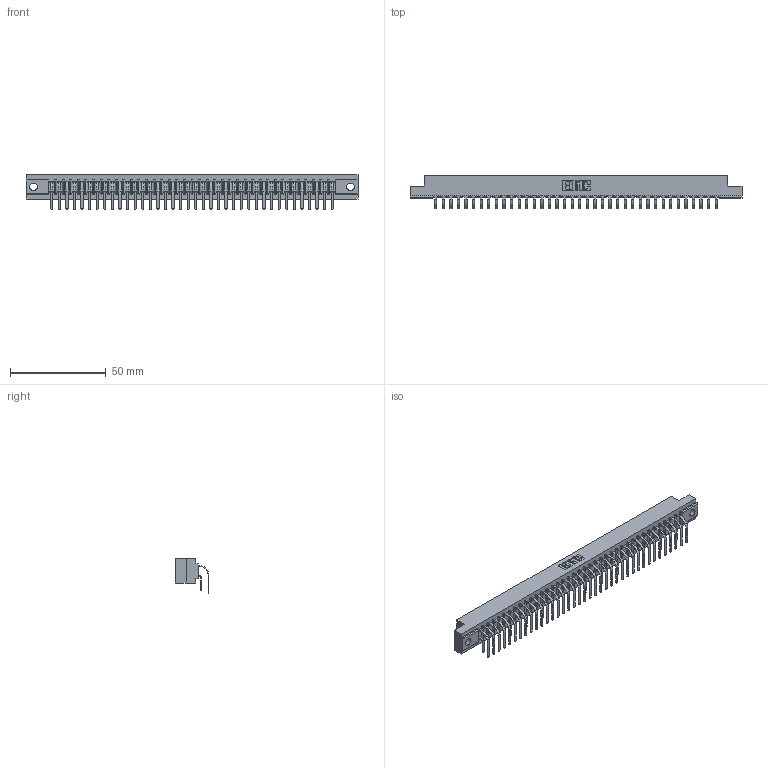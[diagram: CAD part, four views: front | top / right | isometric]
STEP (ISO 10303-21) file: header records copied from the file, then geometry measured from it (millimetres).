
FILE_DESCRIPTION (( 'STEP AP203' ), '1' );
FILE_NAME ('357-076-559-204.STEP', '2022-07-08T20:43:05', ( '' ), ( '' ), 'SwSTEP 2.0', 'SolidWorks 2020', '' );
FILE_SCHEMA (( 'CONFIG_CONTROL_DESIGN' ));
Length unit declared in the file: inch
Products named in the file (4): 307 Part_.156 Dia Mounting Holes; 357-076-559-204; 307-290-001_559 - 2 (Single); 307-290-001_558 559 - 1 (Single)
Assembly tree (77 placements, depth 2):
  357-076-559-204
    307 Part_.156 Dia Mounting Holes
    307-290-001_558 559 - 1 (Single)  x38
    307-290-001_559 - 2 (Single)  x38
Bounding box: 173.58 x 17.51 x 18.07 mm (x, y, z)
Volume: 18610.1 mm3; surface area: 24151.8 mm2
Topology: 77 solids, 77 shells, 3971 faces, 11151 edges, 7226 vertices
Faces by surface type: plane 2592, cylinder 1301, sphere 78
Entity records: 36151 total; most frequent: CARTESIAN_POINT 5922, ORIENTED_EDGE 5866, DIRECTION 5793, EDGE_CURVE 2933, VECTOR 2255, LINE 2255, VERTEX_POINT 1898, AXIS2_PLACEMENT_3D 1769
